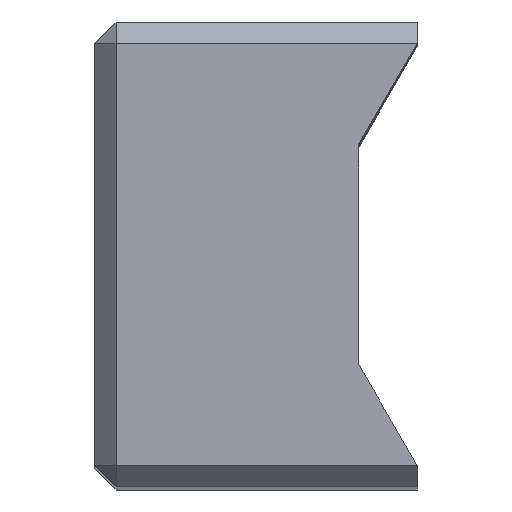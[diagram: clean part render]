
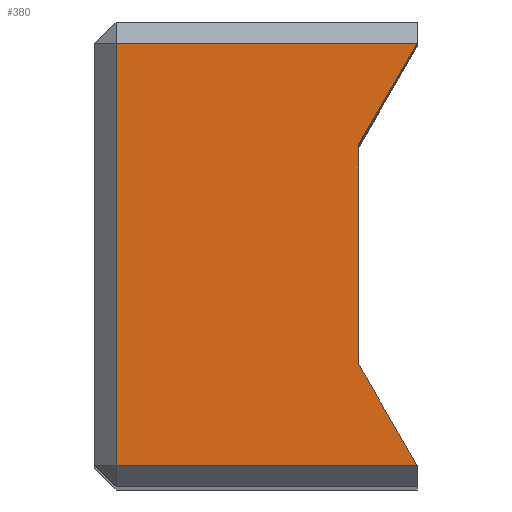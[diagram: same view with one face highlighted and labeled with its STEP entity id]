
A CAD part, top view. The second image highlights one B-rep face of the part: STEP entity #380.
In plain terms, the highlighted planar face has unit normal (0, 0, 1).
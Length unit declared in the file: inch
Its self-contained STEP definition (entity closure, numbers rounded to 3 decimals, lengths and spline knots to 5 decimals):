
#44=FACE_OUTER_BOUND('',#68,.T.);
#68=EDGE_LOOP('',(#309,#310,#311,#312,#313,#314));
#94=LINE('',#550,#138);
#99=LINE('',#559,#143);
#117=LINE('',#593,#161);
#119=LINE('',#596,#163);
#120=LINE('',#600,#164);
#121=LINE('',#601,#165);
#138=VECTOR('',#442,0.08268);
#143=VECTOR('',#449,0.21384);
#161=VECTOR('',#485,0.3);
#163=VECTOR('',#489,0.21384);
#164=VECTOR('',#494,0.08268);
#165=VECTOR('',#495,0.15679);
#171=VERTEX_POINT('',#524);
#176=VERTEX_POINT('',#535);
#180=VERTEX_POINT('',#549);
#183=VERTEX_POINT('',#557);
#185=VERTEX_POINT('',#562);
#191=VERTEX_POINT('',#599);
#210=EDGE_CURVE('',#180,#176,#94,.T.);
#215=EDGE_CURVE('',#183,#176,#99,.T.);
#233=EDGE_CURVE('',#185,#183,#117,.T.);
#235=EDGE_CURVE('',#171,#185,#119,.T.);
#236=EDGE_CURVE('',#171,#191,#120,.T.);
#237=EDGE_CURVE('',#191,#180,#121,.T.);
#309=ORIENTED_EDGE('',*,*,#215,.F.);
#310=ORIENTED_EDGE('',*,*,#233,.F.);
#311=ORIENTED_EDGE('',*,*,#235,.F.);
#312=ORIENTED_EDGE('',*,*,#236,.T.);
#313=ORIENTED_EDGE('',*,*,#237,.T.);
#314=ORIENTED_EDGE('',*,*,#210,.T.);
#358=PLANE('',#406);
#380=ADVANCED_FACE('',(#44),#358,.T.);
#406=AXIS2_PLACEMENT_3D('',#598,#492,#493);
#442=DIRECTION('',(0.5,0.866,0.));
#449=DIRECTION('',(1.,0.,0.));
#485=DIRECTION('',(0.,1.,0.));
#489=DIRECTION('',(-1.,0.,0.));
#492=DIRECTION('center_axis',(0.,0.,1.));
#493=DIRECTION('ref_axis',(1.,0.,0.));
#494=DIRECTION('',(-0.5,0.866,0.));
#495=DIRECTION('',(0.,1.,0.));
#524=CARTESIAN_POINT('',(-0.39616,0.41,0.6875));
#535=CARTESIAN_POINT('',(-0.39616,0.71,0.6875));
#549=CARTESIAN_POINT('',(-0.4375,0.6384,0.6875));
#550=CARTESIAN_POINT('',(-0.4375,0.6384,0.6875));
#557=CARTESIAN_POINT('',(-0.61,0.71,0.6875));
#559=CARTESIAN_POINT('',(-0.45103,0.71,0.6875));
#562=CARTESIAN_POINT('',(-0.61,0.41,0.6875));
#593=CARTESIAN_POINT('',(-0.61,0.6425,0.6875));
#596=CARTESIAN_POINT('',(-0.56978,0.41,0.6875));
#598=CARTESIAN_POINT('Origin',(-0.51456,0.56,0.6875));
#599=CARTESIAN_POINT('',(-0.4375,0.4816,0.6875));
#600=CARTESIAN_POINT('',(-0.3875,0.395,0.6875));
#601=CARTESIAN_POINT('',(-0.4375,0.4816,0.6875));
